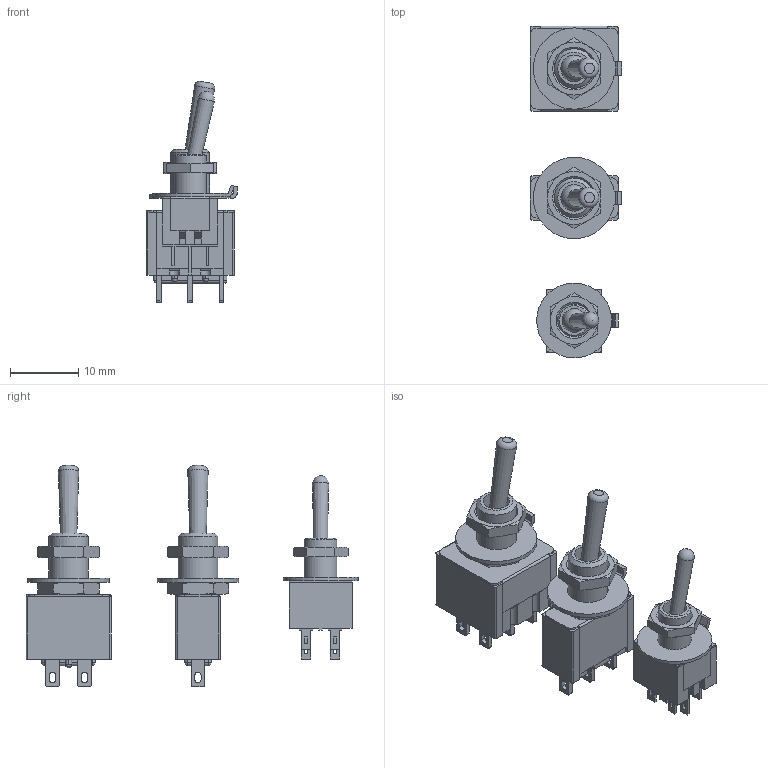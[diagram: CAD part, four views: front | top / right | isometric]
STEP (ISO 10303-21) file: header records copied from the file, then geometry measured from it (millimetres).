
FILE_DESCRIPTION(('FreeCAD Model'),'2;1');
FILE_NAME('Open CASCADE Shape Model','2023-05-09T09:38:44',(''),(''), 'Open CASCADE STEP processor 7.6','FreeCAD','Unknown');
FILE_SCHEMA(('AUTOMOTIVE_DESIGN { 1 0 10303 214 1 1 1 1 }'));
Length unit declared in the file: millimetre
Products named in the file (4): Unnamed1; 5mm DPDT Mini Toggle Switch_001; 6mm SPDT Mini Toggle Switch_001; 6mm DPDT Mini Toggle Switch_001
Assembly tree (3 placements, depth 2):
  Unnamed1
    5mm DPDT Mini Toggle Switch_001
    6mm SPDT Mini Toggle Switch_001
    6mm DPDT Mini Toggle Switch_001
Bounding box: 13.45 x 48.75 x 32.49 mm (x, y, z)
Volume: 3822.1 mm3; surface area: 5667.2 mm2
Topology: 31 solids, 32 shells, 711 faces, 1730 edges, 1087 vertices
Faces by surface type: plane 474, cylinder 144, cone 77, revolution 10, sphere 4, torus 2
Full cylindrical faces by diameter (mm): 3.5 x1, 3.9 x2, 4.8 x1, 5.8 x4
Entity records: 49603 total; most frequent: CARTESIAN_POINT 9340, DIRECTION 6746, LINE 3964, VECTOR 3964, ORIENTED_EDGE 3452, PCURVE 3452, DEFINITIONAL_REPRESENTATION 3452, EDGE_CURVE 1726
